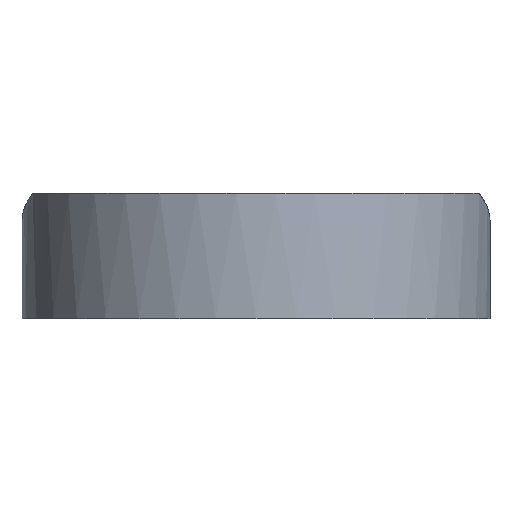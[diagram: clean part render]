
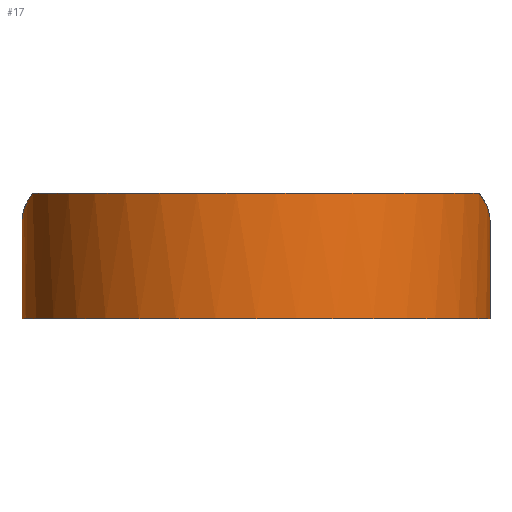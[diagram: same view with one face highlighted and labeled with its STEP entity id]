
A CAD part, front view. The second image highlights one B-rep face of the part: STEP entity #17.
In plain terms, the highlighted cylindrical face has radius 11 mm (diameter 22 mm), a partial arc.
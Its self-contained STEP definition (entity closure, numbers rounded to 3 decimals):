
#17 = ADVANCED_FACE('',(#18),#33,.T.);
#18 = FACE_BOUND('',#19,.T.);
#19 = EDGE_LOOP('',(#20,#56,#83,#144,#173,#208));
#20 = ORIENTED_EDGE('',*,*,#21,.T.);
#21 = EDGE_CURVE('',#22,#24,#26,.T.);
#22 = VERTEX_POINT('',#23);
#23 = CARTESIAN_POINT('',(-11.,-5.,-2.95));
#24 = VERTEX_POINT('',#25);
#25 = CARTESIAN_POINT('',(11.,-5.,-2.95));
#26 = SURFACE_CURVE('',#27,(#32,#44),.PCURVE_S1.);
#27 = CIRCLE('',#28,11.);
#28 = AXIS2_PLACEMENT_3D('',#29,#30,#31);
#29 = CARTESIAN_POINT('',(0.,-5.,-2.95));
#30 = DIRECTION('',(0.,0.,1.));
#31 = DIRECTION('',(1.,0.,-0.));
#32 = PCURVE('',#33,#38);
#33 = CYLINDRICAL_SURFACE('',#34,11.);
#34 = AXIS2_PLACEMENT_3D('',#35,#36,#37);
#35 = CARTESIAN_POINT('',(0.,-5.,-2.95));
#36 = DIRECTION('',(0.,0.,1.));
#37 = DIRECTION('',(1.,0.,-0.));
#38 = DEFINITIONAL_REPRESENTATION('',(#39),#43);
#39 = LINE('',#40,#41);
#40 = CARTESIAN_POINT('',(0.,0.));
#41 = VECTOR('',#42,1.);
#42 = DIRECTION('',(1.,0.));
#43 = ( GEOMETRIC_REPRESENTATION_CONTEXT(2) 
PARAMETRIC_REPRESENTATION_CONTEXT() REPRESENTATION_CONTEXT('2D SPACE',''
  ) );
#44 = PCURVE('',#45,#50);
#45 = PLANE('',#46);
#46 = AXIS2_PLACEMENT_3D('',#47,#48,#49);
#47 = CARTESIAN_POINT('',(0.,-5.,-2.95));
#48 = DIRECTION('',(0.,0.,1.));
#49 = DIRECTION('',(1.,0.,-0.));
#50 = DEFINITIONAL_REPRESENTATION('',(#51),#55);
#51 = CIRCLE('',#52,11.);
#52 = AXIS2_PLACEMENT_2D('',#53,#54);
#53 = CARTESIAN_POINT('',(0.,0.));
#54 = DIRECTION('',(1.,0.));
#55 = ( GEOMETRIC_REPRESENTATION_CONTEXT(2) 
PARAMETRIC_REPRESENTATION_CONTEXT() REPRESENTATION_CONTEXT('2D SPACE',''
  ) );
#56 = ORIENTED_EDGE('',*,*,#57,.T.);
#57 = EDGE_CURVE('',#24,#58,#60,.T.);
#58 = VERTEX_POINT('',#59);
#59 = CARTESIAN_POINT('',(11.,-5.,1.658));
#60 = SURFACE_CURVE('',#61,(#65,#71),.PCURVE_S1.);
#61 = LINE('',#62,#63);
#62 = CARTESIAN_POINT('',(11.,-5.,-2.95));
#63 = VECTOR('',#64,1.);
#64 = DIRECTION('',(0.,0.,1.));
#65 = PCURVE('',#33,#66);
#66 = DEFINITIONAL_REPRESENTATION('',(#67),#70);
#67 = B_SPLINE_CURVE_WITH_KNOTS('',1,(#68,#69),.UNSPECIFIED.,.F.,.F.,(2,
    2),(0.,5.9),.PIECEWISE_BEZIER_KNOTS.);
#68 = CARTESIAN_POINT('',(6.283,0.));
#69 = CARTESIAN_POINT('',(6.283,5.9));
#70 = ( GEOMETRIC_REPRESENTATION_CONTEXT(2) 
PARAMETRIC_REPRESENTATION_CONTEXT() REPRESENTATION_CONTEXT('2D SPACE',''
  ) );
#71 = PCURVE('',#72,#77);
#72 = PLANE('',#73);
#73 = AXIS2_PLACEMENT_3D('',#74,#75,#76);
#74 = CARTESIAN_POINT('',(11.,-5.,-2.95));
#75 = DIRECTION('',(1.,0.,0.));
#76 = DIRECTION('',(0.,0.,1.));
#77 = DEFINITIONAL_REPRESENTATION('',(#78),#82);
#78 = LINE('',#79,#80);
#79 = CARTESIAN_POINT('',(0.,0.));
#80 = VECTOR('',#81,1.);
#81 = DIRECTION('',(1.,0.));
#82 = ( GEOMETRIC_REPRESENTATION_CONTEXT(2) 
PARAMETRIC_REPRESENTATION_CONTEXT() REPRESENTATION_CONTEXT('2D SPACE',''
  ) );
#83 = ORIENTED_EDGE('',*,*,#84,.F.);
#84 = EDGE_CURVE('',#85,#58,#87,.T.);
#85 = VERTEX_POINT('',#86);
#86 = CARTESIAN_POINT('',(10.5,-8.28,2.95));
#87 = SURFACE_CURVE('',#88,(#103,#121),.PCURVE_S1.);
#88 = B_SPLINE_CURVE_WITH_KNOTS('',4,(#89,#90,#91,#92,#93,#94,#95,#96,
    #97,#98,#99,#100,#101,#102),.UNSPECIFIED.,.F.,.F.,(5,3,3,3,5),(0.,
    0.25,0.499,0.748,1.),.UNSPECIFIED.);
#89 = CARTESIAN_POINT('',(10.5,-8.28,2.95));
#90 = CARTESIAN_POINT('',(10.561,-8.082,2.868
    ));
#91 = CARTESIAN_POINT('',(10.618,-7.883,2.786
    ));
#92 = CARTESIAN_POINT('',(10.67,-7.682,2.704
    ));
#93 = CARTESIAN_POINT('',(10.763,-7.279,2.541
    ));
#94 = CARTESIAN_POINT('',(10.805,-7.076,2.46
    ));
#95 = CARTESIAN_POINT('',(10.842,-6.872,2.379
    ));
#96 = CARTESIAN_POINT('',(10.904,-6.463,2.218
    ));
#97 = CARTESIAN_POINT('',(10.931,-6.257,2.138
    ));
#98 = CARTESIAN_POINT('',(10.952,-6.051,2.058)
  );
#99 = CARTESIAN_POINT('',(10.984,-5.634,1.898)
  );
#100 = CARTESIAN_POINT('',(10.995,-5.423,1.818
    ));
#101 = CARTESIAN_POINT('',(11.,-5.212,
    1.738));
#102 = CARTESIAN_POINT('',(11.,-5.,1.658));
#103 = PCURVE('',#33,#104);
#104 = DEFINITIONAL_REPRESENTATION('',(#105),#120);
#105 = B_SPLINE_CURVE_WITH_KNOTS('',4,(#106,#107,#108,#109,#110,#111,
    #112,#113,#114,#115,#116,#117,#118,#119),.UNSPECIFIED.,.F.,.F.,(5,3,
    3,3,5),(0.,0.25,0.499,0.748,1.),
  .UNSPECIFIED.);
#106 = CARTESIAN_POINT('',(5.98,5.9));
#107 = CARTESIAN_POINT('',(5.999,5.818));
#108 = CARTESIAN_POINT('',(6.018,5.736));
#109 = CARTESIAN_POINT('',(6.037,5.654));
#110 = CARTESIAN_POINT('',(6.075,5.491));
#111 = CARTESIAN_POINT('',(6.093,5.41));
#112 = CARTESIAN_POINT('',(6.112,5.329));
#113 = CARTESIAN_POINT('',(6.15,5.168));
#114 = CARTESIAN_POINT('',(6.169,5.088));
#115 = CARTESIAN_POINT('',(6.188,5.008));
#116 = CARTESIAN_POINT('',(6.226,4.848));
#117 = CARTESIAN_POINT('',(6.245,4.768));
#118 = CARTESIAN_POINT('',(6.264,4.688));
#119 = CARTESIAN_POINT('',(6.283,4.608));
#120 = ( GEOMETRIC_REPRESENTATION_CONTEXT(2) 
PARAMETRIC_REPRESENTATION_CONTEXT() REPRESENTATION_CONTEXT('2D SPACE',''
  ) );
#121 = PCURVE('',#122,#127);
#122 = SPHERICAL_SURFACE('',#123,18.);
#123 = AXIS2_PLACEMENT_3D('',#124,#125,#126);
#124 = CARTESIAN_POINT('',(0.,0.,15.));
#125 = DIRECTION('',(0.,0.,-1.));
#126 = DIRECTION('',(1.,0.,0.));
#127 = DEFINITIONAL_REPRESENTATION('',(#128),#143);
#128 = B_SPLINE_CURVE_WITH_KNOTS('',4,(#129,#130,#131,#132,#133,#134,
    #135,#136,#137,#138,#139,#140,#141,#142),.UNSPECIFIED.,.F.,.F.,(5,3,
    3,3,5),(0.,0.25,0.499,0.748,1.),
  .UNSPECIFIED.);
#129 = CARTESIAN_POINT('',(0.668,0.733));
#130 = CARTESIAN_POINT('',(0.653,0.74));
#131 = CARTESIAN_POINT('',(0.639,0.746));
#132 = CARTESIAN_POINT('',(0.624,0.752));
#133 = CARTESIAN_POINT('',(0.595,0.764));
#134 = CARTESIAN_POINT('',(0.58,0.771));
#135 = CARTESIAN_POINT('',(0.565,0.777));
#136 = CARTESIAN_POINT('',(0.535,0.79));
#137 = CARTESIAN_POINT('',(0.52,0.796));
#138 = CARTESIAN_POINT('',(0.505,0.802));
#139 = CARTESIAN_POINT('',(0.474,0.815));
#140 = CARTESIAN_POINT('',(0.458,0.822));
#141 = CARTESIAN_POINT('',(0.443,0.828));
#142 = CARTESIAN_POINT('',(0.427,0.835));
#143 = ( GEOMETRIC_REPRESENTATION_CONTEXT(2) 
PARAMETRIC_REPRESENTATION_CONTEXT() REPRESENTATION_CONTEXT('2D SPACE',''
  ) );
#144 = ORIENTED_EDGE('',*,*,#145,.F.);
#145 = EDGE_CURVE('',#146,#85,#148,.T.);
#146 = VERTEX_POINT('',#147);
#147 = CARTESIAN_POINT('',(-10.5,-8.28,2.95));
#148 = SURFACE_CURVE('',#149,(#154,#161),.PCURVE_S1.);
#149 = CIRCLE('',#150,11.);
#150 = AXIS2_PLACEMENT_3D('',#151,#152,#153);
#151 = CARTESIAN_POINT('',(0.,-5.,2.95));
#152 = DIRECTION('',(0.,0.,1.));
#153 = DIRECTION('',(1.,0.,-0.));
#154 = PCURVE('',#33,#155);
#155 = DEFINITIONAL_REPRESENTATION('',(#156),#160);
#156 = LINE('',#157,#158);
#157 = CARTESIAN_POINT('',(0.,5.9));
#158 = VECTOR('',#159,1.);
#159 = DIRECTION('',(1.,0.));
#160 = ( GEOMETRIC_REPRESENTATION_CONTEXT(2) 
PARAMETRIC_REPRESENTATION_CONTEXT() REPRESENTATION_CONTEXT('2D SPACE',''
  ) );
#161 = PCURVE('',#162,#167);
#162 = PLANE('',#163);
#163 = AXIS2_PLACEMENT_3D('',#164,#165,#166);
#164 = CARTESIAN_POINT('',(0.,-5.,2.95));
#165 = DIRECTION('',(0.,0.,1.));
#166 = DIRECTION('',(1.,0.,-0.));
#167 = DEFINITIONAL_REPRESENTATION('',(#168),#172);
#168 = CIRCLE('',#169,11.);
#169 = AXIS2_PLACEMENT_2D('',#170,#171);
#170 = CARTESIAN_POINT('',(0.,0.));
#171 = DIRECTION('',(1.,0.));
#172 = ( GEOMETRIC_REPRESENTATION_CONTEXT(2) 
PARAMETRIC_REPRESENTATION_CONTEXT() REPRESENTATION_CONTEXT('2D SPACE',''
  ) );
#173 = ORIENTED_EDGE('',*,*,#174,.F.);
#174 = EDGE_CURVE('',#175,#146,#177,.T.);
#175 = VERTEX_POINT('',#176);
#176 = CARTESIAN_POINT('',(-11.,-5.,1.658));
#177 = SURFACE_CURVE('',#178,(#186,#197),.PCURVE_S1.);
#178 = B_SPLINE_CURVE_WITH_KNOTS('',6,(#179,#180,#181,#182,#183,#184,
    #185),.UNSPECIFIED.,.F.,.F.,(7,7),(0.,1.),.PIECEWISE_BEZIER_KNOTS.);
#179 = CARTESIAN_POINT('',(-11.,-5.,1.658));
#180 = CARTESIAN_POINT('',(-11.,-5.559,
    1.868));
#181 = CARTESIAN_POINT('',(-10.966,-6.116,
    2.081));
#182 = CARTESIAN_POINT('',(-10.898,-6.669,
    2.296));
#183 = CARTESIAN_POINT('',(-10.797,-7.215,
    2.513));
#184 = CARTESIAN_POINT('',(-10.664,-7.752,2.731
    ));
#185 = CARTESIAN_POINT('',(-10.5,-8.28,2.95));
#186 = PCURVE('',#33,#187);
#187 = DEFINITIONAL_REPRESENTATION('',(#188),#196);
#188 = B_SPLINE_CURVE_WITH_KNOTS('',6,(#189,#190,#191,#192,#193,#194,
    #195),.UNSPECIFIED.,.F.,.F.,(7,7),(0.,1.),.PIECEWISE_BEZIER_KNOTS.);
#189 = CARTESIAN_POINT('',(3.142,4.608));
#190 = CARTESIAN_POINT('',(3.192,4.818));
#191 = CARTESIAN_POINT('',(3.243,5.031));
#192 = CARTESIAN_POINT('',(3.294,5.246));
#193 = CARTESIAN_POINT('',(3.344,5.463));
#194 = CARTESIAN_POINT('',(3.394,5.681));
#195 = CARTESIAN_POINT('',(3.444,5.9));
#196 = ( GEOMETRIC_REPRESENTATION_CONTEXT(2) 
PARAMETRIC_REPRESENTATION_CONTEXT() REPRESENTATION_CONTEXT('2D SPACE',''
  ) );
#197 = PCURVE('',#122,#198);
#198 = DEFINITIONAL_REPRESENTATION('',(#199),#207);
#199 = B_SPLINE_CURVE_WITH_KNOTS('',6,(#200,#201,#202,#203,#204,#205,
    #206),.UNSPECIFIED.,.F.,.F.,(7,7),(0.,1.),.PIECEWISE_BEZIER_KNOTS.);
#200 = CARTESIAN_POINT('',(2.715,0.835));
#201 = CARTESIAN_POINT('',(2.673,0.818));
#202 = CARTESIAN_POINT('',(2.632,0.8));
#203 = CARTESIAN_POINT('',(2.591,0.783));
#204 = CARTESIAN_POINT('',(2.552,0.766));
#205 = CARTESIAN_POINT('',(2.512,0.75));
#206 = CARTESIAN_POINT('',(2.474,0.733));
#207 = ( GEOMETRIC_REPRESENTATION_CONTEXT(2) 
PARAMETRIC_REPRESENTATION_CONTEXT() REPRESENTATION_CONTEXT('2D SPACE',''
  ) );
#208 = ORIENTED_EDGE('',*,*,#209,.F.);
#209 = EDGE_CURVE('',#22,#175,#210,.T.);
#210 = SURFACE_CURVE('',#211,(#215,#222),.PCURVE_S1.);
#211 = LINE('',#212,#213);
#212 = CARTESIAN_POINT('',(-11.,-5.,-2.95));
#213 = VECTOR('',#214,1.);
#214 = DIRECTION('',(0.,0.,1.));
#215 = PCURVE('',#33,#216);
#216 = DEFINITIONAL_REPRESENTATION('',(#217),#221);
#217 = LINE('',#218,#219);
#218 = CARTESIAN_POINT('',(3.142,0.));
#219 = VECTOR('',#220,1.);
#220 = DIRECTION('',(0.,1.));
#221 = ( GEOMETRIC_REPRESENTATION_CONTEXT(2) 
PARAMETRIC_REPRESENTATION_CONTEXT() REPRESENTATION_CONTEXT('2D SPACE',''
  ) );
#222 = PCURVE('',#223,#228);
#223 = PLANE('',#224);
#224 = AXIS2_PLACEMENT_3D('',#225,#226,#227);
#225 = CARTESIAN_POINT('',(-11.,-5.,-2.95));
#226 = DIRECTION('',(1.,0.,0.));
#227 = DIRECTION('',(0.,0.,1.));
#228 = DEFINITIONAL_REPRESENTATION('',(#229),#233);
#229 = LINE('',#230,#231);
#230 = CARTESIAN_POINT('',(0.,0.));
#231 = VECTOR('',#232,1.);
#232 = DIRECTION('',(1.,0.));
#233 = ( GEOMETRIC_REPRESENTATION_CONTEXT(2) 
PARAMETRIC_REPRESENTATION_CONTEXT() REPRESENTATION_CONTEXT('2D SPACE',''
  ) );
